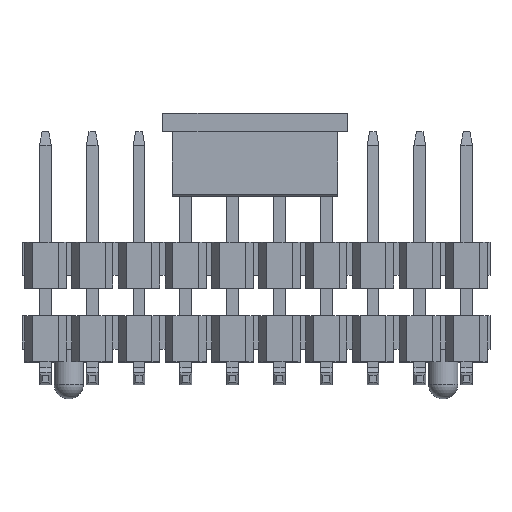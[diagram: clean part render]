
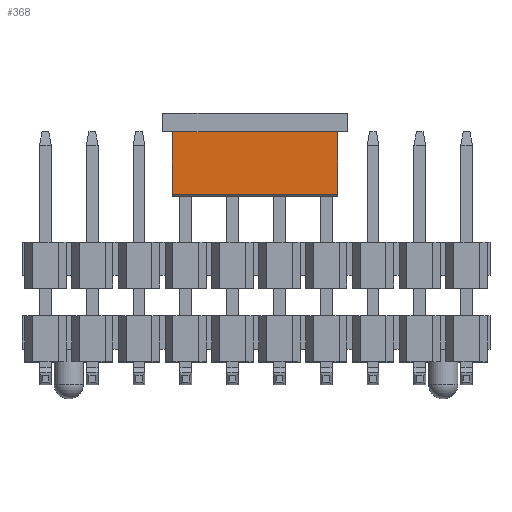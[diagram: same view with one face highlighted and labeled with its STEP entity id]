
A CAD part, top view. The second image highlights one B-rep face of the part: STEP entity #368.
In plain terms, the highlighted planar face has unit normal (0, 0, 1).
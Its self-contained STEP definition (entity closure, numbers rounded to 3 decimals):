
#167=CARTESIAN_POINT('',(6.88,10.,2.27));
#168=VERTEX_POINT('',#167);
#175=CARTESIAN_POINT('',(15.88,10.,2.27));
#176=VERTEX_POINT('',#175);
#177=CARTESIAN_POINT('',(6.88,10.,2.27));
#178=DIRECTION('',(1.,0.,0.));
#179=VECTOR('',#178,9.);
#180=LINE('',#177,#179);
#181=EDGE_CURVE('',#168,#176,#180,.T.);
#327=CARTESIAN_POINT('',(6.88,6.59,2.27));
#328=VERTEX_POINT('',#327);
#336=CARTESIAN_POINT('',(6.88,6.59,2.27));
#337=DIRECTION('',(0.,1.,0.));
#338=VECTOR('',#337,3.41);
#339=LINE('',#336,#338);
#340=EDGE_CURVE('',#328,#168,#339,.T.);
#345=CARTESIAN_POINT('',(6.38,10.,2.27));
#346=DIRECTION('',(0.,-1.,0.));
#347=DIRECTION('',(-0.,0.,1.));
#348=AXIS2_PLACEMENT_3D('',#345,#347,#346);
#349=PLANE('',#348);
#350=CARTESIAN_POINT('',(15.88,6.59,2.27));
#351=VERTEX_POINT('',#350);
#352=CARTESIAN_POINT('',(6.88,6.59,2.27));
#353=DIRECTION('',(1.,0.,0.));
#354=VECTOR('',#353,9.);
#355=LINE('',#352,#354);
#356=EDGE_CURVE('',#328,#351,#355,.T.);
#357=ORIENTED_EDGE('',*,*,#356,.T.);
#358=CARTESIAN_POINT('',(15.88,6.59,2.27));
#359=DIRECTION('',(0.,1.,0.));
#360=VECTOR('',#359,3.41);
#361=LINE('',#358,#360);
#362=EDGE_CURVE('',#351,#176,#361,.T.);
#363=ORIENTED_EDGE('',*,*,#362,.T.);
#364=ORIENTED_EDGE('',*,*,#181,.F.);
#365=ORIENTED_EDGE('',*,*,#340,.F.);
#366=EDGE_LOOP('',(#357,#363,#364,#365));
#367=FACE_OUTER_BOUND('',#366,.T.);
#368=ADVANCED_FACE('',(#367),#349,.T.);
